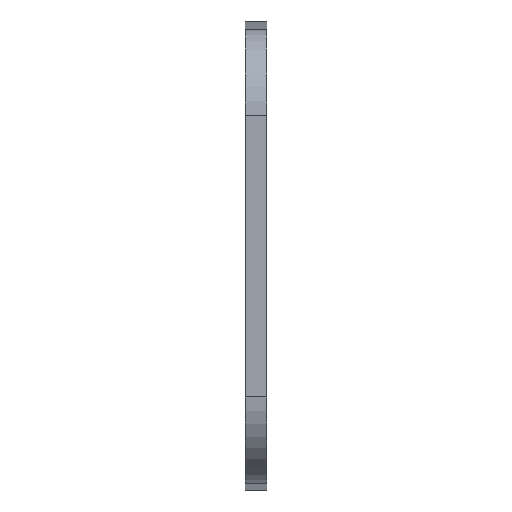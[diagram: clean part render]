
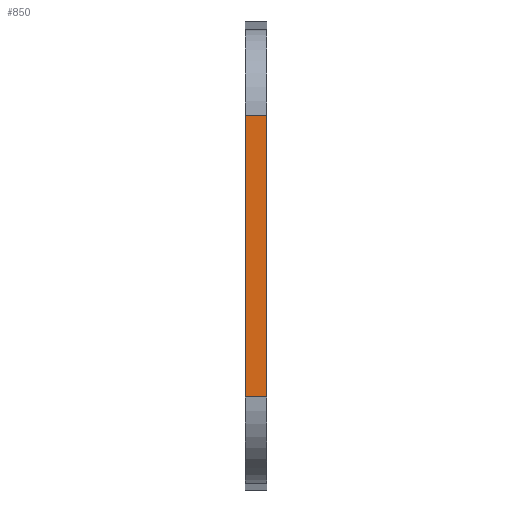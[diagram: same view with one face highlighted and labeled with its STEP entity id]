
A CAD part, front view. The second image highlights one B-rep face of the part: STEP entity #850.
In plain terms, the highlighted planar face has unit normal (0, -1, 0).
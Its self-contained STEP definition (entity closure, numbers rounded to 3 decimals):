
#765=CARTESIAN_POINT('Cartesian Point',(2.5,-182.5,-34.237)) ;
#768=CARTESIAN_POINT('Line Origine',(0.,-182.5,-34.237)) ;
#772=CARTESIAN_POINT('Cartesian Point',(-2.5,-182.5,-34.237)) ;
#820=CARTESIAN_POINT('Axis2P3D Location',(0.,-182.5,70.339)) ;
#825=CARTESIAN_POINT('Line Origine',(-2.5,-182.5,-1.73)) ;
#829=CARTESIAN_POINT('Cartesian Point',(-2.5,-182.5,30.778)) ;
#832=CARTESIAN_POINT('Line Origine',(2.5,-182.5,-1.73)) ;
#836=CARTESIAN_POINT('Cartesian Point',(2.5,-182.5,30.778)) ;
#839=CARTESIAN_POINT('Line Origine',(0.,-182.5,30.778)) ;
#769=DIRECTION('Vector Direction',(1.,0.,0.)) ;
#821=DIRECTION('Axis2P3D Direction',(0.,-1.,0.)) ;
#822=DIRECTION('Axis2P3D XDirection',(0.,0.,-1.)) ;
#826=DIRECTION('Vector Direction',(0.,0.,-1.)) ;
#833=DIRECTION('Vector Direction',(0.,0.,-1.)) ;
#840=DIRECTION('Vector Direction',(-1.,0.,0.)) ;
#823=AXIS2_PLACEMENT_3D('Plane Axis2P3D',#820,#821,#822) ;
#845=ORIENTED_EDGE('Oriented Edge',*,*,#831,.T.) ;
#846=ORIENTED_EDGE('Oriented Edge',*,*,#774,.T.) ;
#847=ORIENTED_EDGE('Oriented Edge',*,*,#838,.F.) ;
#848=ORIENTED_EDGE('Oriented Edge',*,*,#843,.F.) ;
#770=VECTOR('Line Direction',#769,1.) ;
#827=VECTOR('Line Direction',#826,1.) ;
#834=VECTOR('Line Direction',#833,1.) ;
#841=VECTOR('Line Direction',#840,1.) ;
#850=ADVANCED_FACE('',(#849),#824,.T.) ;
#774=EDGE_CURVE('',#773,#766,#771,.T.) ;
#831=EDGE_CURVE('',#830,#773,#828,.T.) ;
#838=EDGE_CURVE('',#837,#766,#835,.T.) ;
#843=EDGE_CURVE('',#830,#837,#842,.F.) ;
#844=EDGE_LOOP('Oriented Loop',(#845,#846,#847,#848)) ;
#849=FACE_OUTER_BOUND('Face Bound',#844,.T.) ;
#771=LINE('Line',#768,#770) ;
#828=LINE('Line',#825,#827) ;
#835=LINE('Line',#832,#834) ;
#842=LINE('Line',#839,#841) ;
#824=PLANE('Plane',#823) ;
#766=VERTEX_POINT('Vertex Point',#765) ;
#773=VERTEX_POINT('Vertex Point',#772) ;
#830=VERTEX_POINT('Vertex Point',#829) ;
#837=VERTEX_POINT('Vertex Point',#836) ;
